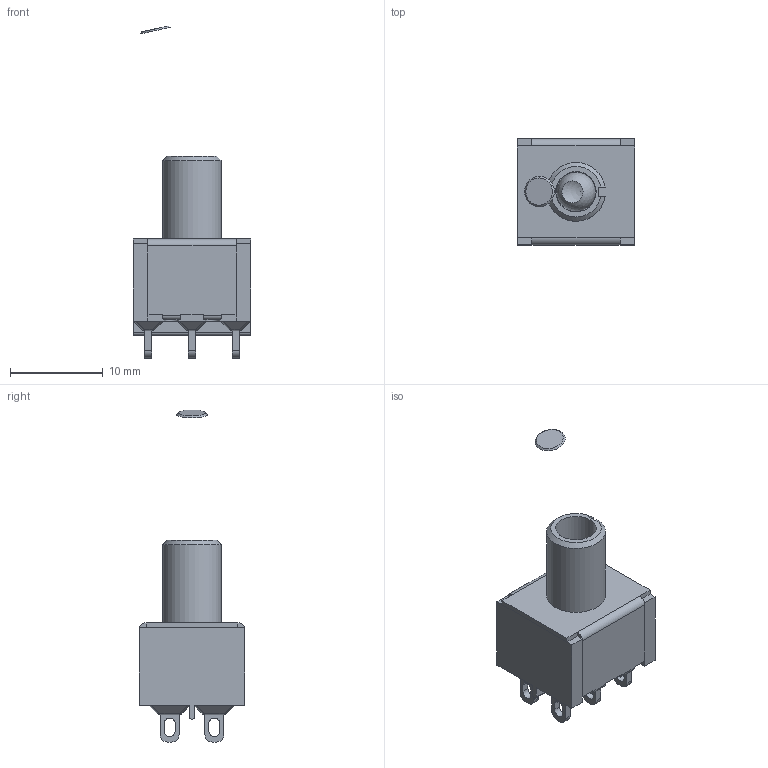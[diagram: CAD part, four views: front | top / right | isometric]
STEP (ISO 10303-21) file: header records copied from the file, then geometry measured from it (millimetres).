
FILE_DESCRIPTION(/* description */ (''),/* implementation_level */ '2;1');
FILE_NAME(/* name */ '100DPxT3B1M1xE.stp',/* time_stamp */ '2026-01-15T14:31:58-06:00',/* author */ ('jmeyers'),/* organization */ (''),/* preprocessor_version */ 'ST-DEVELOPER v18.1',/* originating_system */ 'Autodesk Inventor 2022',/* authorisation */ '');
FILE_SCHEMA (('AUTOMOTIVE_DESIGN { 1 0 10303 214 3 1 1 }'));
Length unit declared in the file: inch
Products named in the file (1): Part59
Bounding box: 12.7 x 11.43 x 35.81 mm (x, y, z)
Volume: 991.1 mm3; surface area: 2013.4 mm2
Topology: 1 solids, 2 shells, 370 faces, 965 edges, 591 vertices
Faces by surface type: plane 257, cylinder 85, sphere 25, cone 3
Full cylindrical faces by diameter (mm): 4.35 x1
Entity records: 11038 total; most frequent: CARTESIAN_POINT 1916, ORIENTED_EDGE 1880, DIRECTION 1879, EDGE_CURVE 940, LINE 735, VECTOR 735, VERTEX_POINT 591, AXIS2_PLACEMENT_3D 572
